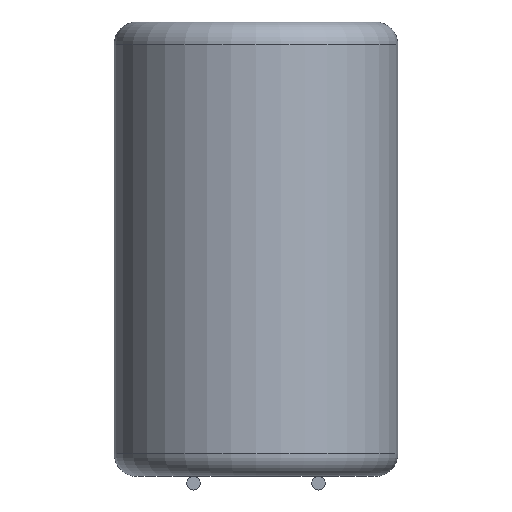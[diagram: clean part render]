
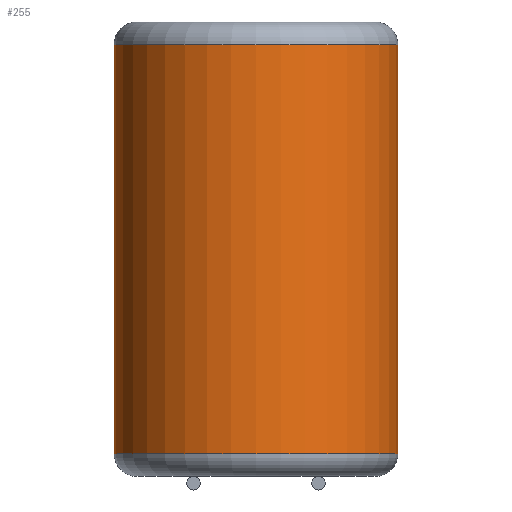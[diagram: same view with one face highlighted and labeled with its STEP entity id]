
A CAD part, front view. The second image highlights one B-rep face of the part: STEP entity #255.
In plain terms, the highlighted cylindrical face has radius 6.25 mm (diameter 12.5 mm), a partial arc.
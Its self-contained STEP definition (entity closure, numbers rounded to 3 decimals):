
#16 = CARTESIAN_POINT ( 'NONE',  ( 6.25, 0., 19. ) ) ;
#19 = DIRECTION ( 'NONE',  ( -1., 0., 0. ) ) ;
#23 = DIRECTION ( 'NONE',  ( 0., 0., -1. ) ) ;
#30 = EDGE_CURVE ( 'NONE', #312, #284, #104, .T. ) ;
#32 = CIRCLE ( 'NONE', #149, 6.25 ) ;
#74 = DIRECTION ( 'NONE',  ( 0., 0., -1. ) ) ;
#92 = DIRECTION ( 'NONE',  ( 0., 0., 1. ) ) ;
#95 = CARTESIAN_POINT ( 'NONE',  ( 0., 0., 20. ) ) ;
#104 = LINE ( 'NONE', #181, #287 ) ;
#120 = CARTESIAN_POINT ( 'NONE',  ( 6.25, 0., 1. ) ) ;
#122 = LINE ( 'NONE', #316, #288 ) ;
#145 = EDGE_CURVE ( 'NONE', #441, #312, #329, .T. ) ;
#149 = AXIS2_PLACEMENT_3D ( 'NONE', #446, #92, #256 ) ;
#150 = ORIENTED_EDGE ( 'NONE', *, *, #30, .T. ) ;
#163 = DIRECTION ( 'NONE',  ( 0., 0., -1. ) ) ;
#172 = FACE_OUTER_BOUND ( 'NONE', #173, .T. ) ;
#173 = EDGE_LOOP ( 'NONE', ( #388, #214, #150, #250 ) ) ;
#181 = CARTESIAN_POINT ( 'NONE',  ( -6.25, 0., 20. ) ) ;
#214 = ORIENTED_EDGE ( 'NONE', *, *, #145, .T. ) ;
#226 = EDGE_CURVE ( 'NONE', #441, #385, #122, .T. ) ;
#250 = ORIENTED_EDGE ( 'NONE', *, *, #326, .T. ) ;
#252 = AXIS2_PLACEMENT_3D ( 'NONE', #266, #338, #334 ) ;
#255 = ADVANCED_FACE ( 'NONE', ( #172 ), #417, .T. ) ;
#256 = DIRECTION ( 'NONE',  ( 1., 0., 0. ) ) ;
#266 = CARTESIAN_POINT ( 'NONE',  ( 0., 0., 19. ) ) ;
#270 = CARTESIAN_POINT ( 'NONE',  ( -6.25, 0., 1. ) ) ;
#272 = CARTESIAN_POINT ( 'NONE',  ( -6.25, 0., 19. ) ) ;
#284 = VERTEX_POINT ( 'NONE', #270 ) ;
#287 = VECTOR ( 'NONE', #74, 1000. ) ;
#288 = VECTOR ( 'NONE', #23, 1000. ) ;
#312 = VERTEX_POINT ( 'NONE', #272 ) ;
#316 = CARTESIAN_POINT ( 'NONE',  ( 6.25, 0., 20. ) ) ;
#326 = EDGE_CURVE ( 'NONE', #284, #385, #32, .T. ) ;
#329 = CIRCLE ( 'NONE', #252, 6.25 ) ;
#334 = DIRECTION ( 'NONE',  ( 1., 0., 0. ) ) ;
#338 = DIRECTION ( 'NONE',  ( 0., 0., -1. ) ) ;
#385 = VERTEX_POINT ( 'NONE', #120 ) ;
#388 = ORIENTED_EDGE ( 'NONE', *, *, #226, .F. ) ;
#417 = CYLINDRICAL_SURFACE ( 'NONE', #448, 6.25 ) ;
#441 = VERTEX_POINT ( 'NONE', #16 ) ;
#446 = CARTESIAN_POINT ( 'NONE',  ( 0., 0., 1. ) ) ;
#448 = AXIS2_PLACEMENT_3D ( 'NONE', #95, #163, #19 ) ;
